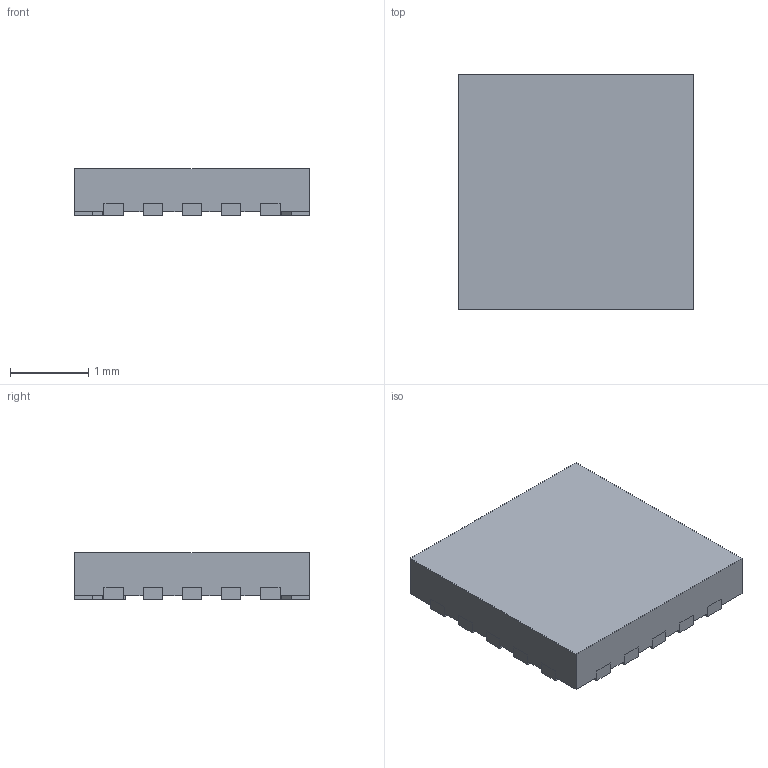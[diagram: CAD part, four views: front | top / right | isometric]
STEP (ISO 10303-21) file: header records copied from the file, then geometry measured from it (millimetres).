
FILE_DESCRIPTION(/* description */ (''),/* implementation_level */ '2;1');
FILE_NAME(/* name */ 'ST_UFQFPN-20_3x3mm_P0.5mm v1.step',/* time_stamp */ '2021-11-16T17:43:59+02:00',/* author */ (''),/* organization */ (''),/* preprocessor_version */ 'ST-DEVELOPER v18.1',/* originating_system */ 'Autodesk Translation Framework v10.10.0.1391',/* authorisation */ '');
FILE_SCHEMA (('AUTOMOTIVE_DESIGN { 1 0 10303 214 3 1 1 }'));
Length unit declared in the file: millimetre
Products named in the file (1): ST_UFQFPN-20_3x3mm_P0.5mm
Bounding box: 3 x 3 x 0.6 mm (x, y, z)
Volume: 5.1 mm3; surface area: 34.7 mm2
Topology: 21 solids, 21 shells, 226 faces, 552 edges, 368 vertices
Faces by surface type: plane 188, cylinder 38
Entity records: 6599 total; most frequent: CARTESIAN_POINT 1147, ORIENTED_EDGE 1104, DIRECTION 1082, EDGE_CURVE 552, LINE 476, VECTOR 476, VERTEX_POINT 368, AXIS2_PLACEMENT_3D 303
